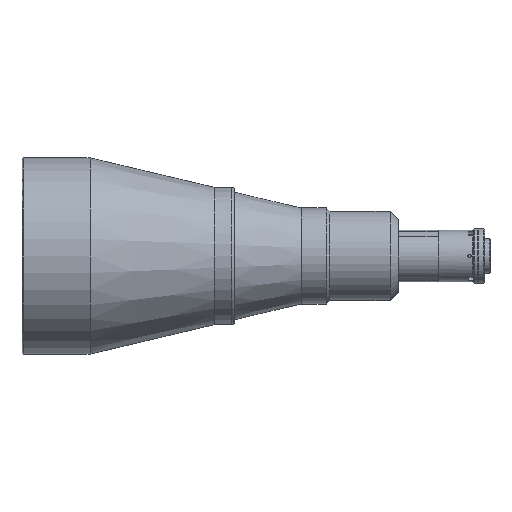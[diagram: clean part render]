
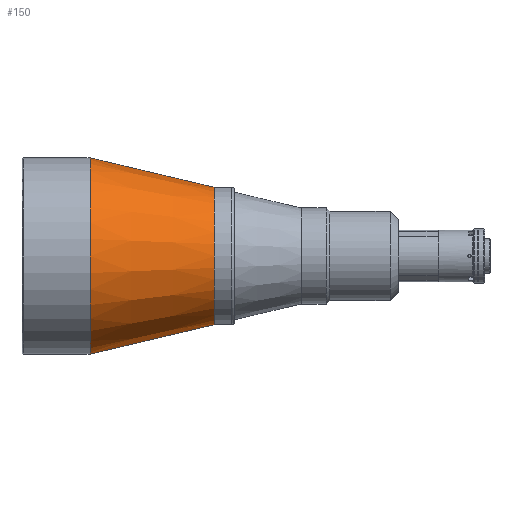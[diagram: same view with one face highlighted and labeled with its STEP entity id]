
A CAD part, front view. The second image highlights one B-rep face of the part: STEP entity #150.
In plain terms, the highlighted conical face has half-angle 13.358 degrees and reference radius 50 mm.
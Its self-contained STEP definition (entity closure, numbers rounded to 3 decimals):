
#62 = AXIS2_PLACEMENT_3D ( 'NONE', #2814, #2813, #2812 ) ;
#90 = CONICAL_SURFACE ( 'NONE', #62, 50., 0.233 ) ;
#150 = ADVANCED_FACE ( 'NONE', ( #3192 ), #90, .T. ) ;
#508 = ORIENTED_EDGE ( 'NONE', *, *, #1559, .F. ) ;
#510 = ORIENTED_EDGE ( 'NONE', *, *, #1518, .T. ) ;
#525 = ORIENTED_EDGE ( 'NONE', *, *, #1501, .T. ) ;
#574 = ORIENTED_EDGE ( 'NONE', *, *, #1500, .F. ) ;
#719 = VERTEX_POINT ( 'NONE', #5239 ) ;
#721 = VERTEX_POINT ( 'NONE', #5236 ) ;
#1500 = EDGE_CURVE ( 'NONE', #1929, #1932, #6354, .T. ) ;
#1501 = EDGE_CURVE ( 'NONE', #1929, #721, #2261, .T. ) ;
#1518 = EDGE_CURVE ( 'NONE', #721, #719, #5805, .T. ) ;
#1559 = EDGE_CURVE ( 'NONE', #1932, #719, #2238, .T. ) ;
#1929 = VERTEX_POINT ( 'NONE', #2915 ) ;
#1932 = VERTEX_POINT ( 'NONE', #2912 ) ;
#2238 = LINE ( 'NONE', #4289, #4134 ) ;
#2261 = LINE ( 'NONE', #4570, #5831 ) ;
#2812 = DIRECTION ( 'NONE',  ( 0., 0., 1. ) ) ;
#2813 = DIRECTION ( 'NONE',  ( -1., 0., 0. ) ) ;
#2814 = CARTESIAN_POINT ( 'NONE',  ( -139.776, 0.64, 0. ) ) ;
#2912 = CARTESIAN_POINT ( 'NONE',  ( -139.776, 0.64, -50. ) ) ;
#2915 = CARTESIAN_POINT ( 'NONE',  ( -139.776, 0.64, 50. ) ) ;
#3192 = FACE_OUTER_BOUND ( 'NONE', #5669, .T. ) ;
#4134 = VECTOR ( 'NONE', #4288, 1000. ) ;
#4288 = DIRECTION ( 'NONE',  ( -0.973, 0., -0.231 ) ) ;
#4289 = CARTESIAN_POINT ( 'NONE',  ( -139.776, 0.64, -50. ) ) ;
#4507 = DIRECTION ( 'NONE',  ( 0., 0., -1. ) ) ;
#4509 = DIRECTION ( 'NONE',  ( 1., 0., 0. ) ) ;
#4510 = CARTESIAN_POINT ( 'NONE',  ( -230.316, 0.64, 0. ) ) ;
#4568 = DIRECTION ( 'NONE',  ( -0.973, 0., 0.231 ) ) ;
#4570 = CARTESIAN_POINT ( 'NONE',  ( -139.776, 0.64, 50. ) ) ;
#4571 = DIRECTION ( 'NONE',  ( 0., 0., -1. ) ) ;
#4573 = DIRECTION ( 'NONE',  ( 1., 0., 0. ) ) ;
#4574 = CARTESIAN_POINT ( 'NONE',  ( -139.776, 0.64, 0. ) ) ;
#5236 = CARTESIAN_POINT ( 'NONE',  ( -230.316, 0.64, 71.5 ) ) ;
#5239 = CARTESIAN_POINT ( 'NONE',  ( -230.316, 0.64, -71.5 ) ) ;
#5669 = EDGE_LOOP ( 'NONE', ( #508, #574, #525, #510 ) ) ;
#5802 = AXIS2_PLACEMENT_3D ( 'NONE', #4574, #4573, #4571 ) ;
#5804 = AXIS2_PLACEMENT_3D ( 'NONE', #4510, #4509, #4507 ) ;
#5805 = CIRCLE ( 'NONE', #5804, 71.5 ) ;
#5831 = VECTOR ( 'NONE', #4568, 1000. ) ;
#6354 = CIRCLE ( 'NONE', #5802, 50. ) ;
